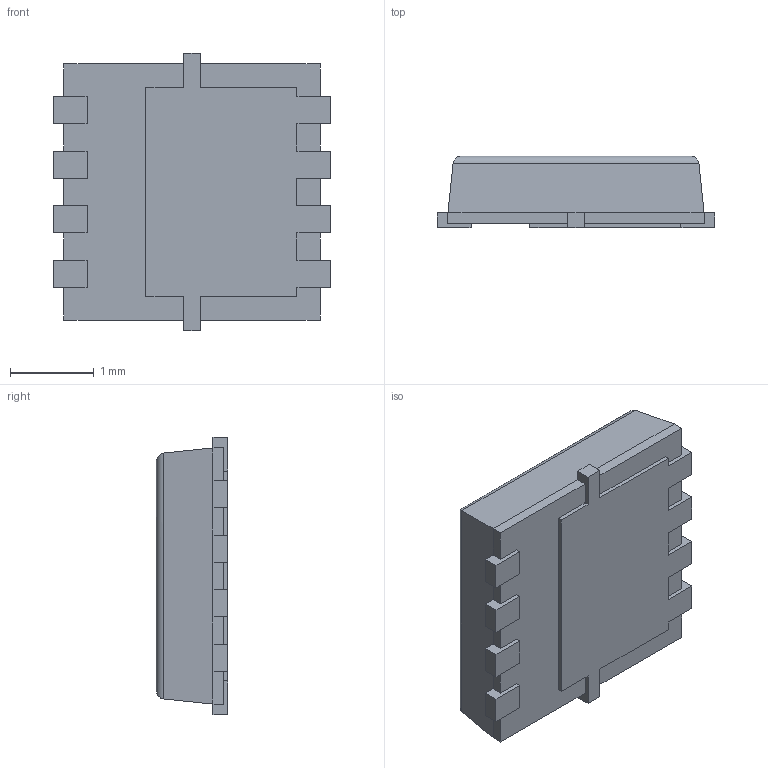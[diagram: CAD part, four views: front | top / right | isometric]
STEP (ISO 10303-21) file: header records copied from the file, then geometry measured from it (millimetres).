
FILE_DESCRIPTION (( 'STEP AP214' ), '1' );
FILE_NAME ('DMP3013SFV-7.STEP', '2023-12-19T17:22:09', ( 'LENOVO' ), ( '' ), 'SwSTEP 2.0', 'SolidWorks 2021', '' );
FILE_SCHEMA (( 'AUTOMOTIVE_DESIGN' ));
Length unit declared in the file: millimetre
Products named in the file (1): DMP3013SFV-7
Bounding box: 3.3 x 0.85 x 3.3 mm (x, y, z)
Volume: 7.5 mm3; surface area: 43.3 mm2
Topology: 7 solids, 7 shells, 129 faces, 314 edges, 200 vertices
Faces by surface type: plane 121, cylinder 8
Entity records: 3760 total; most frequent: CARTESIAN_POINT 656, ORIENTED_EDGE 628, DIRECTION 578, EDGE_CURVE 314, LINE 302, VECTOR 302, VERTEX_POINT 200, AXIS2_PLACEMENT_3D 138
